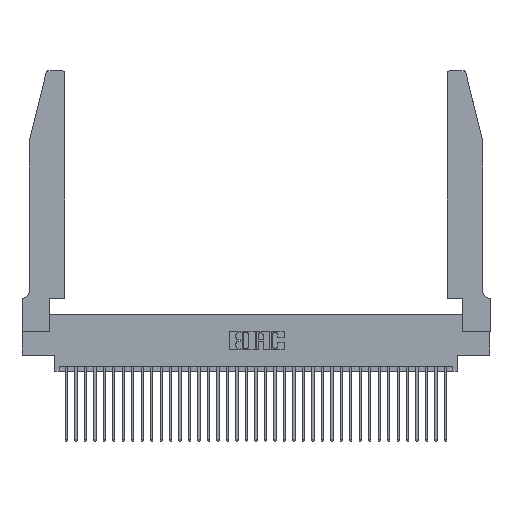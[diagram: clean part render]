
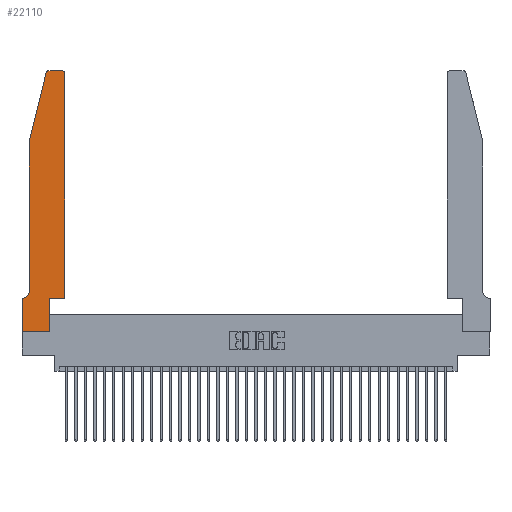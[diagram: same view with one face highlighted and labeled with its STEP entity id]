
A CAD part, top view. The second image highlights one B-rep face of the part: STEP entity #22110.
In plain terms, the highlighted planar face has unit normal (0, 0, 1).
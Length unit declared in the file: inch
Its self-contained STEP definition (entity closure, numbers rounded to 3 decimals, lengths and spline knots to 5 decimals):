
#464 = CARTESIAN_POINT ( 'NONE',  ( 0.0755, 0.42, 0.37 ) ) ;
#701 = LINE ( 'NONE', #5335, #22823 ) ;
#1802 = LINE ( 'NONE', #31826, #8571 ) ;
#2286 = VECTOR ( 'NONE', #12394, 39.37008 ) ;
#2328 = DIRECTION ( 'NONE',  ( 0., 1., 0. ) ) ;
#2719 = ORIENTED_EDGE ( 'NONE', *, *, #28802, .T. ) ;
#3087 = DIRECTION ( 'NONE',  ( 0., 1., 0. ) ) ;
#3090 = CARTESIAN_POINT ( 'NONE',  ( 0.0055, 0.42, 0.37 ) ) ;
#3366 = ORIENTED_EDGE ( 'NONE', *, *, #14108, .T. ) ;
#4364 = EDGE_CURVE ( 'NONE', #22071, #9134, #6566, .T. ) ;
#4464 = DIRECTION ( 'NONE',  ( 0., -1., 0. ) ) ;
#5180 = EDGE_CURVE ( 'NONE', #7383, #22071, #14977, .T. ) ;
#5243 = LINE ( 'NONE', #10535, #34953 ) ;
#5335 = CARTESIAN_POINT ( 'NONE',  ( 0., 0., 0.37 ) ) ;
#5594 = VECTOR ( 'NONE', #29831, 39.37008 ) ;
#5606 = ORIENTED_EDGE ( 'NONE', *, *, #4364, .T. ) ;
#5751 = VERTEX_POINT ( 'NONE', #22757 ) ;
#5796 = VERTEX_POINT ( 'NONE', #37226 ) ;
#6020 = DIRECTION ( 'NONE',  ( -1., 0., 0. ) ) ;
#6034 = ORIENTED_EDGE ( 'NONE', *, *, #8342, .T. ) ;
#6480 = EDGE_CURVE ( 'NONE', #8744, #5796, #19011, .T. ) ;
#6566 = LINE ( 'NONE', #36731, #13376 ) ;
#6648 = EDGE_CURVE ( 'NONE', #23214, #17062, #29741, .T. ) ;
#6714 = ORIENTED_EDGE ( 'NONE', *, *, #5180, .T. ) ;
#7246 = CARTESIAN_POINT ( 'NONE',  ( 0., 0.35, 0.37 ) ) ;
#7383 = VERTEX_POINT ( 'NONE', #464 ) ;
#7491 = FACE_OUTER_BOUND ( 'NONE', #30539, .T. ) ;
#7523 = CARTESIAN_POINT ( 'NONE',  ( 0.4205, 2.72, 0.37 ) ) ;
#7821 = EDGE_CURVE ( 'NONE', #5751, #23214, #15752, .T. ) ;
#7968 = ORIENTED_EDGE ( 'NONE', *, *, #7821, .T. ) ;
#8111 = CARTESIAN_POINT ( 'NONE',  ( 0.2865, 0.35, 0.37 ) ) ;
#8258 = DIRECTION ( 'NONE',  ( 0., -1., 0. ) ) ;
#8339 = VERTEX_POINT ( 'NONE', #13463 ) ;
#8342 = EDGE_CURVE ( 'NONE', #13553, #13640, #5243, .T. ) ;
#8571 = VECTOR ( 'NONE', #3087, 39.37008 ) ;
#8744 = VERTEX_POINT ( 'NONE', #27077 ) ;
#9106 = LINE ( 'NONE', #9475, #2286 ) ;
#9134 = VERTEX_POINT ( 'NONE', #37156 ) ;
#9475 = CARTESIAN_POINT ( 'NONE',  ( 0.4505, 0.35, 0.37 ) ) ;
#9707 = AXIS2_PLACEMENT_3D ( 'NONE', #3090, #23297, #6020 ) ;
#10144 = DIRECTION ( 'NONE',  ( 1., 0., 0. ) ) ;
#10410 = DIRECTION ( 'NONE',  ( 1., 0., 0. ) ) ;
#10535 = CARTESIAN_POINT ( 'NONE',  ( 0., 0., 0.37 ) ) ;
#10920 = DIRECTION ( 'NONE',  ( 0., 0., 1. ) ) ;
#11514 = DIRECTION ( 'NONE',  ( -0.239, -0.971, 0. ) ) ;
#12394 = DIRECTION ( 'NONE',  ( 1., 0., 0. ) ) ;
#13376 = VECTOR ( 'NONE', #13936, 39.37008 ) ;
#13463 = CARTESIAN_POINT ( 'NONE',  ( 0.4505, 0.35, 0.37 ) ) ;
#13553 = VERTEX_POINT ( 'NONE', #27928 ) ;
#13640 = VERTEX_POINT ( 'NONE', #31172 ) ;
#13856 = LINE ( 'NONE', #21768, #34934 ) ;
#13936 = DIRECTION ( 'NONE',  ( -1., 0., 0. ) ) ;
#14108 = EDGE_CURVE ( 'NONE', #17062, #7383, #13856, .T. ) ;
#14393 = ORIENTED_EDGE ( 'NONE', *, *, #23291, .T. ) ;
#14932 = ORIENTED_EDGE ( 'NONE', *, *, #24716, .T. ) ;
#14977 = CIRCLE ( 'NONE', #9707, 0.07 ) ;
#15173 = CARTESIAN_POINT ( 'NONE',  ( 0.25487, 2.72718, 0.37 ) ) ;
#15752 = CIRCLE ( 'NONE', #26394, 0.03 ) ;
#17062 = VERTEX_POINT ( 'NONE', #32593 ) ;
#17485 = ORIENTED_EDGE ( 'NONE', *, *, #6480, .T. ) ;
#17772 = ORIENTED_EDGE ( 'NONE', *, *, #35741, .T. ) ;
#18447 = CARTESIAN_POINT ( 'NONE',  ( 0.2605, 2.75, 0.37 ) ) ;
#19011 = CIRCLE ( 'NONE', #29288, 0.03 ) ;
#19606 = CARTESIAN_POINT ( 'NONE',  ( 0.0755, 2., 0.37 ) ) ;
#21376 = CARTESIAN_POINT ( 'NONE',  ( 0.0055, 0.35, 0.37 ) ) ;
#21620 = PLANE ( 'NONE',  #36992 ) ;
#21674 = EDGE_CURVE ( 'NONE', #9134, #13553, #701, .T. ) ;
#21768 = CARTESIAN_POINT ( 'NONE',  ( 0.0755, 2., 0.37 ) ) ;
#22071 = VERTEX_POINT ( 'NONE', #21376 ) ;
#22110 = ADVANCED_FACE ( 'NONE', ( #7491 ), #21620, .T. ) ;
#22757 = CARTESIAN_POINT ( 'NONE',  ( 0.284, 2.75, 0.37 ) ) ;
#22823 = VECTOR ( 'NONE', #8258, 39.37008 ) ;
#23214 = VERTEX_POINT ( 'NONE', #15173 ) ;
#23291 = EDGE_CURVE ( 'NONE', #5796, #5751, #28594, .T. ) ;
#23297 = DIRECTION ( 'NONE',  ( 0., 0., -1. ) ) ;
#24716 = EDGE_CURVE ( 'NONE', #32356, #8339, #9106, .T. ) ;
#25410 = CARTESIAN_POINT ( 'NONE',  ( 0.2865, 0.35, 0.37 ) ) ;
#25494 = LINE ( 'NONE', #25410, #33159 ) ;
#26394 = AXIS2_PLACEMENT_3D ( 'NONE', #28171, #10920, #31051 ) ;
#27077 = CARTESIAN_POINT ( 'NONE',  ( 0.4505, 2.72, 0.37 ) ) ;
#27368 = DIRECTION ( 'NONE',  ( 0., 0., 1. ) ) ;
#27436 = ORIENTED_EDGE ( 'NONE', *, *, #6648, .T. ) ;
#27641 = DIRECTION ( 'NONE',  ( 0., 0., 1. ) ) ;
#27888 = DIRECTION ( 'NONE',  ( 1., 0., 0. ) ) ;
#27921 = VECTOR ( 'NONE', #11514, 39.37008 ) ;
#27928 = CARTESIAN_POINT ( 'NONE',  ( 0., 0., 0.37 ) ) ;
#28171 = CARTESIAN_POINT ( 'NONE',  ( 0.284, 2.72, 0.37 ) ) ;
#28594 = LINE ( 'NONE', #18447, #5594 ) ;
#28802 = EDGE_CURVE ( 'NONE', #13640, #32356, #25494, .T. ) ;
#29288 = AXIS2_PLACEMENT_3D ( 'NONE', #7523, #27641, #10410 ) ;
#29741 = LINE ( 'NONE', #19606, #27921 ) ;
#29831 = DIRECTION ( 'NONE',  ( -1., 0., 0. ) ) ;
#30445 = ORIENTED_EDGE ( 'NONE', *, *, #21674, .T. ) ;
#30539 = EDGE_LOOP ( 'NONE', ( #14393, #7968, #27436, #3366, #6714, #5606, #30445, #6034, #2719, #14932, #17772, #17485 ) ) ;
#31051 = DIRECTION ( 'NONE',  ( 1., 0., 0. ) ) ;
#31172 = CARTESIAN_POINT ( 'NONE',  ( 0.2865, 0., 0.37 ) ) ;
#31826 = CARTESIAN_POINT ( 'NONE',  ( 0.4505, 0.35, 0.37 ) ) ;
#32356 = VERTEX_POINT ( 'NONE', #8111 ) ;
#32593 = CARTESIAN_POINT ( 'NONE',  ( 0.0755, 2., 0.37 ) ) ;
#33159 = VECTOR ( 'NONE', #2328, 39.37008 ) ;
#34934 = VECTOR ( 'NONE', #4464, 39.37008 ) ;
#34953 = VECTOR ( 'NONE', #27888, 39.37008 ) ;
#35741 = EDGE_CURVE ( 'NONE', #8339, #8744, #1802, .T. ) ;
#36731 = CARTESIAN_POINT ( 'NONE',  ( 0.0755, 0.35, 0.37 ) ) ;
#36992 = AXIS2_PLACEMENT_3D ( 'NONE', #7246, #27368, #10144 ) ;
#37156 = CARTESIAN_POINT ( 'NONE',  ( 0., 0.35, 0.37 ) ) ;
#37226 = CARTESIAN_POINT ( 'NONE',  ( 0.4205, 2.75, 0.37 ) ) ;
